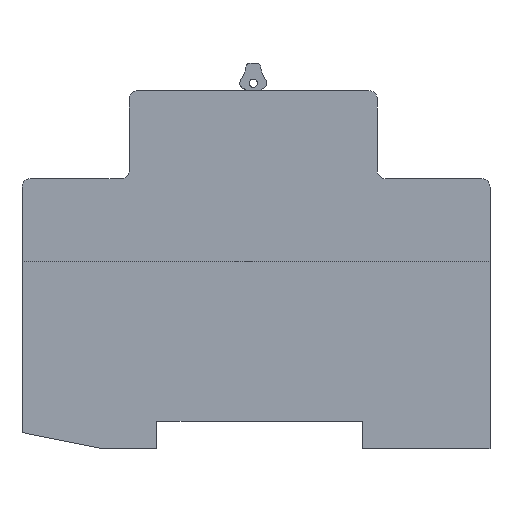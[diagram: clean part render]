
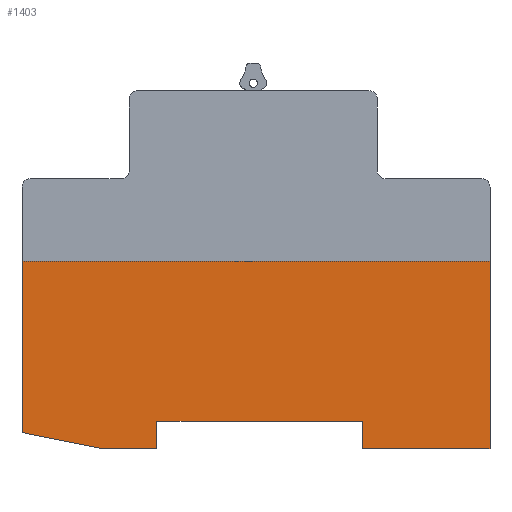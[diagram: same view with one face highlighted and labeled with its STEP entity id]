
A CAD part, left-side view. The second image highlights one B-rep face of the part: STEP entity #1403.
In plain terms, the highlighted planar face has unit normal (-1, 0, 0).
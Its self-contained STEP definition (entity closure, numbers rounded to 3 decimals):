
#268=FACE_OUTER_BOUND($,#333,.T.);
#333=EDGE_LOOP($,(#1258,#1259,#1260,#1261,#1262,#1263,#1264,#1265,#1266));
#448=LINE($,#2284,#646);
#450=LINE($,#2288,#648);
#451=LINE($,#2290,#649);
#452=LINE($,#2292,#650);
#453=LINE($,#2294,#651);
#454=LINE($,#2296,#652);
#455=LINE($,#2298,#653);
#456=LINE($,#2300,#654);
#457=LINE($,#2301,#655);
#646=VECTOR($,#1813,34.);
#648=VECTOR($,#1817,85.);
#649=VECTOR($,#1818,31.1);
#650=VECTOR($,#1819,14.689);
#651=VECTOR($,#1820,10.1);
#652=VECTOR($,#1821,5.);
#653=VECTOR($,#1822,37.4);
#654=VECTOR($,#1823,5.);
#655=VECTOR($,#1824,23.1);
#827=VERTEX_POINT($,#2281);
#828=VERTEX_POINT($,#2283);
#829=VERTEX_POINT($,#2287);
#830=VERTEX_POINT($,#2289);
#831=VERTEX_POINT($,#2291);
#832=VERTEX_POINT($,#2293);
#833=VERTEX_POINT($,#2295);
#834=VERTEX_POINT($,#2297);
#835=VERTEX_POINT($,#2299);
#973=EDGE_CURVE($,#828,#827,#448,.T.);
#975=EDGE_CURVE($,#829,#827,#450,.T.);
#976=EDGE_CURVE($,#829,#830,#451,.T.);
#977=EDGE_CURVE($,#830,#831,#452,.T.);
#978=EDGE_CURVE($,#831,#832,#453,.T.);
#979=EDGE_CURVE($,#832,#833,#454,.T.);
#980=EDGE_CURVE($,#833,#834,#455,.T.);
#981=EDGE_CURVE($,#834,#835,#456,.T.);
#982=EDGE_CURVE($,#835,#828,#457,.T.);
#1258=ORIENTED_EDGE($,*,*,#975,.F.);
#1259=ORIENTED_EDGE($,*,*,#976,.T.);
#1260=ORIENTED_EDGE($,*,*,#977,.T.);
#1261=ORIENTED_EDGE($,*,*,#978,.T.);
#1262=ORIENTED_EDGE($,*,*,#979,.T.);
#1263=ORIENTED_EDGE($,*,*,#980,.T.);
#1264=ORIENTED_EDGE($,*,*,#981,.T.);
#1265=ORIENTED_EDGE($,*,*,#982,.T.);
#1266=ORIENTED_EDGE($,*,*,#973,.T.);
#1343=PLANE($,#1500);
#1403=ADVANCED_FACE($,(#268),#1343,.T.);
#1500=AXIS2_PLACEMENT_3D($,#2286,#1815,#1816);
#1813=DIRECTION($,(0.,0.,1.));
#1815=DIRECTION('center_axis',(-1.,0.,0.));
#1816=DIRECTION('ref_axis',(0.,0.,1.));
#1817=DIRECTION($,(0.,-1.,0.));
#1818=DIRECTION($,(0.,0.,-1.));
#1819=DIRECTION($,(0.,-0.98,-0.197));
#1820=DIRECTION($,(0.,-1.,0.));
#1821=DIRECTION($,(0.,0.,1.));
#1822=DIRECTION($,(0.,-1.,0.));
#1823=DIRECTION($,(0.,0.,-1.));
#1824=DIRECTION($,(0.,-1.,0.));
#2281=CARTESIAN_POINT('',(0.,-43.,29.));
#2283=CARTESIAN_POINT('',(0.,-43.,-5.));
#2284=CARTESIAN_POINT($,(0.,-43.,-5.));
#2286=CARTESIAN_POINT('Origin',(0.,-0.508,12.425));
#2287=CARTESIAN_POINT('',(0.,42.,29.));
#2288=CARTESIAN_POINT($,(0.,-26.162,29.));
#2289=CARTESIAN_POINT('',(0.,42.,-2.1));
#2290=CARTESIAN_POINT($,(0.,42.,29.));
#2291=CARTESIAN_POINT('',(0.,27.6,-5.));
#2292=CARTESIAN_POINT($,(0.,42.,-2.1));
#2293=CARTESIAN_POINT('',(0.,17.5,-5.));
#2294=CARTESIAN_POINT($,(0.,27.6,-5.));
#2295=CARTESIAN_POINT('',(0.,17.5,0.));
#2296=CARTESIAN_POINT($,(0.,17.5,-5.));
#2297=CARTESIAN_POINT('',(0.,-19.9,0.));
#2298=CARTESIAN_POINT($,(0.,17.5,0.));
#2299=CARTESIAN_POINT('',(0.,-19.9,-5.));
#2300=CARTESIAN_POINT($,(0.,-19.9,0.));
#2301=CARTESIAN_POINT($,(0.,-26.162,-5.));
